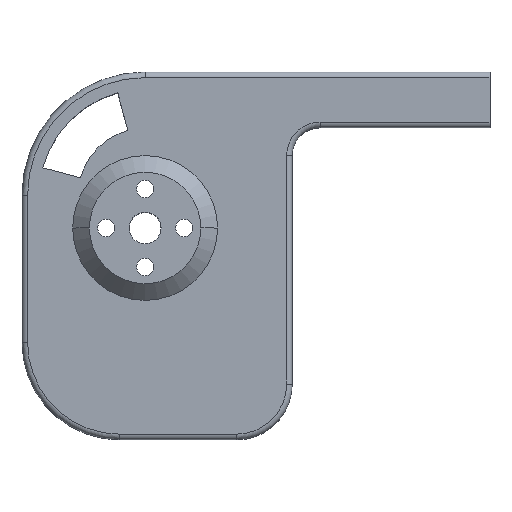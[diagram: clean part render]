
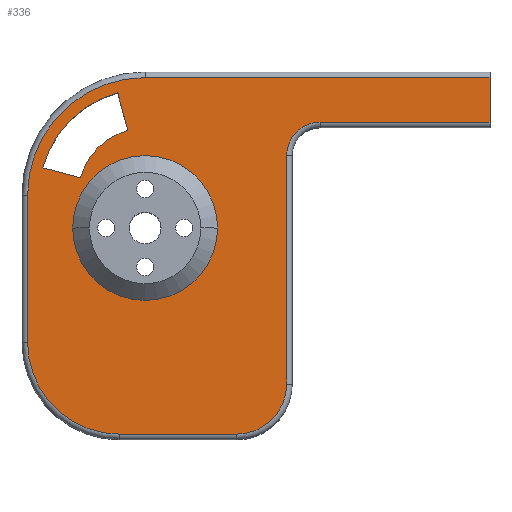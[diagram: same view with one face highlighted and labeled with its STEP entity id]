
A CAD part, top view. The second image highlights one B-rep face of the part: STEP entity #336.
In plain terms, the highlighted planar face has unit normal (0, 0, 1).
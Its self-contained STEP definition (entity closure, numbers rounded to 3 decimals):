
#89=FACE_BOUND('',#821,.T.);
#90=FACE_BOUND('',#822,.T.);
#91=FACE_BOUND('',#823,.T.);
#336=ADVANCED_FACE('',(#89,#90,#91),#520,.T.);
#520=PLANE('',#4162);
#821=EDGE_LOOP('',(#1639,#1640,#1641,#1642));
#822=EDGE_LOOP('',(#1643,#1644));
#823=EDGE_LOOP('',(#1645,#1646,#1647,#1648,#1649,#1650,#1651,#1652,#1653,
#1654));
#1058=CIRCLE('',#4017,13.);
#1158=CIRCLE('',#4155,12.);
#1159=CIRCLE('',#4156,19.);
#1160=CIRCLE('',#4157,13.);
#1161=CIRCLE('',#4158,6.);
#1162=CIRCLE('',#4159,21.1);
#1163=CIRCLE('',#4160,16.5);
#1164=CIRCLE('',#4161,9.);
#1639=ORIENTED_EDGE('',*,*,#3123,.F.);
#1640=ORIENTED_EDGE('',*,*,#3124,.F.);
#1641=ORIENTED_EDGE('',*,*,#3125,.F.);
#1642=ORIENTED_EDGE('',*,*,#3126,.F.);
#1643=ORIENTED_EDGE('',*,*,#2908,.T.);
#1644=ORIENTED_EDGE('',*,*,#3127,.T.);
#1645=ORIENTED_EDGE('',*,*,#3128,.T.);
#1646=ORIENTED_EDGE('',*,*,#3129,.T.);
#1647=ORIENTED_EDGE('',*,*,#3047,.T.);
#1648=ORIENTED_EDGE('',*,*,#3130,.T.);
#1649=ORIENTED_EDGE('',*,*,#3131,.T.);
#1650=ORIENTED_EDGE('',*,*,#3132,.T.);
#1651=ORIENTED_EDGE('',*,*,#3133,.T.);
#1652=ORIENTED_EDGE('',*,*,#3134,.T.);
#1653=ORIENTED_EDGE('',*,*,#3135,.T.);
#1654=ORIENTED_EDGE('',*,*,#3136,.T.);
#2534=VERTEX_POINT('',#5872);
#2535=VERTEX_POINT('',#5874);
#2657=VERTEX_POINT('',#6164);
#2658=VERTEX_POINT('',#6166);
#2717=VERTEX_POINT('',#6390);
#2718=VERTEX_POINT('',#6391);
#2719=VERTEX_POINT('',#6393);
#2720=VERTEX_POINT('',#6395);
#2721=VERTEX_POINT('',#6399);
#2722=VERTEX_POINT('',#6400);
#2723=VERTEX_POINT('',#6403);
#2724=VERTEX_POINT('',#6405);
#2725=VERTEX_POINT('',#6407);
#2726=VERTEX_POINT('',#6409);
#2727=VERTEX_POINT('',#6411);
#2728=VERTEX_POINT('',#6413);
#2908=EDGE_CURVE('',#2535,#2534,#1058,.T.);
#3047=EDGE_CURVE('',#2658,#2657,#3525,.T.);
#3123=EDGE_CURVE('',#2717,#2718,#1158,.T.);
#3124=EDGE_CURVE('',#2719,#2717,#3569,.T.);
#3125=EDGE_CURVE('',#2720,#2719,#1159,.T.);
#3126=EDGE_CURVE('',#2718,#2720,#3570,.T.);
#3127=EDGE_CURVE('',#2534,#2535,#1160,.T.);
#3128=EDGE_CURVE('',#2721,#2722,#1161,.T.);
#3129=EDGE_CURVE('',#2722,#2658,#3571,.T.);
#3130=EDGE_CURVE('',#2657,#2723,#3572,.T.);
#3131=EDGE_CURVE('',#2723,#2724,#1162,.T.);
#3132=EDGE_CURVE('',#2724,#2725,#3573,.T.);
#3133=EDGE_CURVE('',#2725,#2726,#1163,.T.);
#3134=EDGE_CURVE('',#2726,#2727,#3574,.T.);
#3135=EDGE_CURVE('',#2727,#2728,#1164,.T.);
#3136=EDGE_CURVE('',#2728,#2721,#3575,.T.);
#3525=LINE('',#6165,#3804);
#3569=LINE('',#6392,#3848);
#3570=LINE('',#6396,#3849);
#3571=LINE('',#6401,#3850);
#3572=LINE('',#6402,#3851);
#3573=LINE('',#6406,#3852);
#3574=LINE('',#6410,#3853);
#3575=LINE('',#6414,#3854);
#3804=VECTOR('',#4854,1.);
#3848=VECTOR('',#4970,1.);
#3849=VECTOR('',#4973,1.);
#3850=VECTOR('',#4978,1.);
#3851=VECTOR('',#4979,1.);
#3852=VECTOR('',#4982,1.);
#3853=VECTOR('',#4985,1.);
#3854=VECTOR('',#4988,1.);
#4017=AXIS2_PLACEMENT_3D('',#5873,#4582,#4583);
#4155=AXIS2_PLACEMENT_3D('',#6389,#4968,#4969);
#4156=AXIS2_PLACEMENT_3D('',#6394,#4971,#4972);
#4157=AXIS2_PLACEMENT_3D('',#6397,#4974,#4975);
#4158=AXIS2_PLACEMENT_3D('',#6398,#4976,#4977);
#4159=AXIS2_PLACEMENT_3D('',#6404,#4980,#4981);
#4160=AXIS2_PLACEMENT_3D('',#6408,#4983,#4984);
#4161=AXIS2_PLACEMENT_3D('',#6412,#4986,#4987);
#4162=AXIS2_PLACEMENT_3D('',#6415,#4989,#4990);
#4582=DIRECTION('',(0.,0.,-1.));
#4583=DIRECTION('',(1.,0.,0.));
#4854=DIRECTION('',(0.,1.,0.));
#4968=DIRECTION('',(0.,0.,-1.));
#4969=DIRECTION('',(1.,0.,0.));
#4970=DIRECTION('',(0.966,-0.259,0.));
#4971=DIRECTION('',(0.,0.,1.));
#4972=DIRECTION('',(1.,0.,0.));
#4973=DIRECTION('',(-0.259,0.966,0.));
#4974=DIRECTION('',(0.,0.,-1.));
#4975=DIRECTION('',(1.,0.,0.));
#4976=DIRECTION('',(0.,0.,-1.));
#4977=DIRECTION('',(1.,0.,0.));
#4978=DIRECTION('',(1.,0.,0.));
#4979=DIRECTION('',(-1.,0.,0.));
#4980=DIRECTION('',(0.,0.,1.));
#4981=DIRECTION('',(1.,0.,0.));
#4982=DIRECTION('',(0.,-1.,0.));
#4983=DIRECTION('',(0.,0.,1.));
#4984=DIRECTION('',(1.,0.,0.));
#4985=DIRECTION('',(1.,0.,0.));
#4986=DIRECTION('',(0.,0.,1.));
#4987=DIRECTION('',(1.,0.,0.));
#4988=DIRECTION('',(0.,1.,0.));
#4989=DIRECTION('',(0.,0.,1.));
#4990=DIRECTION('',(-1.,0.,0.));
#5872=CARTESIAN_POINT('',(36.6,43.,14.));
#5873=CARTESIAN_POINT('',(23.6,43.,14.));
#5874=CARTESIAN_POINT('',(10.6,43.,14.));
#6164=CARTESIAN_POINT('',(85.5,70.,14.));
#6165=CARTESIAN_POINT('',(85.5,61.,14.));
#6166=CARTESIAN_POINT('',(85.5,62.,14.));
#6389=CARTESIAN_POINT('',(23.6,48.9,14.));
#6390=CARTESIAN_POINT('',(12.009,52.006,14.));
#6391=CARTESIAN_POINT('',(20.494,60.491,14.));
#6392=CARTESIAN_POINT('',(12.009,52.006,14.));
#6393=CARTESIAN_POINT('',(5.247,53.818,14.));
#6394=CARTESIAN_POINT('',(23.6,48.9,14.));
#6395=CARTESIAN_POINT('',(18.682,67.253,14.));
#6396=CARTESIAN_POINT('',(20.494,60.491,14.));
#6397=CARTESIAN_POINT('',(23.6,43.,14.));
#6398=CARTESIAN_POINT('',(55.,56.,14.));
#6399=CARTESIAN_POINT('',(49.,56.,14.));
#6400=CARTESIAN_POINT('',(55.,62.,14.));
#6401=CARTESIAN_POINT('',(23.6,62.,14.));
#6402=CARTESIAN_POINT('',(23.6,70.,14.));
#6403=CARTESIAN_POINT('',(23.6,70.,14.));
#6404=CARTESIAN_POINT('',(23.6,48.9,14.));
#6405=CARTESIAN_POINT('',(2.5,48.9,14.));
#6406=CARTESIAN_POINT('',(2.5,48.9,14.));
#6407=CARTESIAN_POINT('',(2.5,22.5,14.));
#6408=CARTESIAN_POINT('',(19.,22.5,14.));
#6409=CARTESIAN_POINT('',(19.,6.,14.));
#6410=CARTESIAN_POINT('',(23.6,6.,14.));
#6411=CARTESIAN_POINT('',(40.,6.,14.));
#6412=CARTESIAN_POINT('',(40.,15.,14.));
#6413=CARTESIAN_POINT('',(49.,15.,14.));
#6414=CARTESIAN_POINT('',(49.,48.9,14.));
#6415=CARTESIAN_POINT('',(23.6,48.9,14.));
